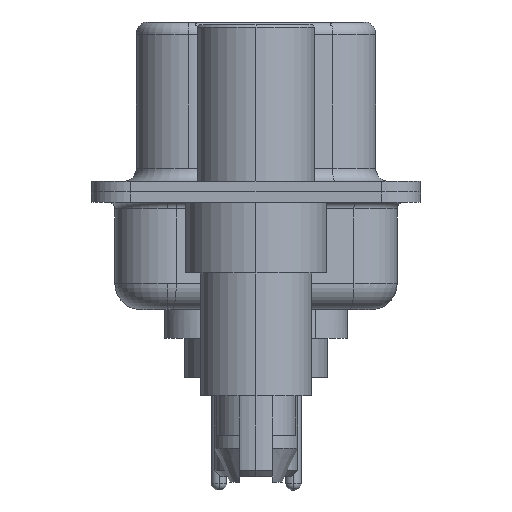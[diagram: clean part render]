
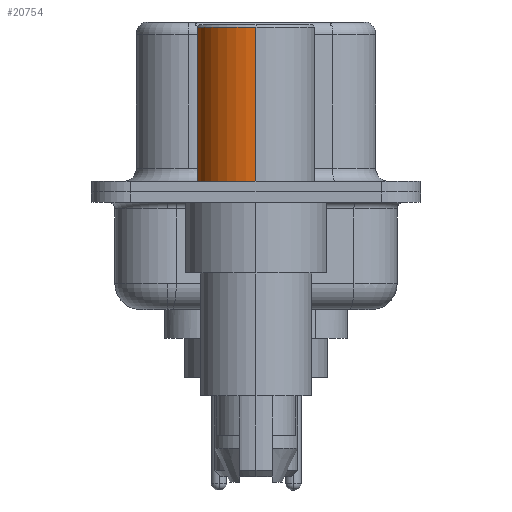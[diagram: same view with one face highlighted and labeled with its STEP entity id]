
A CAD part, left-side view. The second image highlights one B-rep face of the part: STEP entity #20754.
In plain terms, the highlighted cylindrical face has radius 2.25 mm (diameter 4.5 mm), a partial arc.
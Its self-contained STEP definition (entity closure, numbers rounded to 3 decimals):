
#1748 = EDGE_LOOP ( 'NONE', ( #3276, #7900, #8678, #15227 ) ) ;
#2577 = AXIS2_PLACEMENT_3D ( 'NONE', #12001, #19662, #23505 ) ;
#2698 = CIRCLE ( 'NONE', #11089, 2.25 ) ;
#3276 = ORIENTED_EDGE ( 'NONE', *, *, #13087, .T. ) ;
#3826 = CARTESIAN_POINT ( 'NONE',  ( 2.25, 0., 6.3 ) ) ;
#4511 = CARTESIAN_POINT ( 'NONE',  ( 2.25, 0., 0.4 ) ) ;
#4955 = VERTEX_POINT ( 'NONE', #7509 ) ;
#7509 = CARTESIAN_POINT ( 'NONE',  ( -2.25, 0., 6.3 ) ) ;
#7638 = DIRECTION ( 'NONE',  ( 0., 0., 1. ) ) ;
#7720 = CIRCLE ( 'NONE', #19354, 2.25 ) ;
#7795 = EDGE_CURVE ( 'NONE', #9830, #4955, #7720, .T. ) ;
#7900 = ORIENTED_EDGE ( 'NONE', *, *, #16312, .T. ) ;
#8678 = ORIENTED_EDGE ( 'NONE', *, *, #7795, .F. ) ;
#9237 = CARTESIAN_POINT ( 'NONE',  ( 2.25, 0., 0.581 ) ) ;
#9546 = LINE ( 'NONE', #15545, #24346 ) ;
#9684 = DIRECTION ( 'NONE',  ( 0., 0., 1. ) ) ;
#9830 = VERTEX_POINT ( 'NONE', #3826 ) ;
#10004 = CYLINDRICAL_SURFACE ( 'NONE', #2577, 2.25 ) ;
#10640 = DIRECTION ( 'NONE',  ( 1., 0., 0. ) ) ;
#10651 = FACE_OUTER_BOUND ( 'NONE', #1748, .T. ) ;
#10760 = DIRECTION ( 'NONE',  ( 0., 0., 1. ) ) ;
#10865 = CARTESIAN_POINT ( 'NONE',  ( 0., 0., 6.3 ) ) ;
#11089 = AXIS2_PLACEMENT_3D ( 'NONE', #19291, #7638, #21197 ) ;
#11696 = EDGE_CURVE ( 'NONE', #15060, #9830, #20943, .T. ) ;
#12001 = CARTESIAN_POINT ( 'NONE',  ( 0., 0., 0.581 ) ) ;
#13087 = EDGE_CURVE ( 'NONE', #15060, #15358, #2698, .T. ) ;
#15060 = VERTEX_POINT ( 'NONE', #4511 ) ;
#15227 = ORIENTED_EDGE ( 'NONE', *, *, #11696, .F. ) ;
#15358 = VERTEX_POINT ( 'NONE', #17119 ) ;
#15545 = CARTESIAN_POINT ( 'NONE',  ( -2.25, 0., 0.581 ) ) ;
#15804 = VECTOR ( 'NONE', #22758, 1000. ) ;
#16312 = EDGE_CURVE ( 'NONE', #15358, #4955, #9546, .T. ) ;
#17119 = CARTESIAN_POINT ( 'NONE',  ( -2.25, 0., 0.4 ) ) ;
#19291 = CARTESIAN_POINT ( 'NONE',  ( 0., 0., 0.4 ) ) ;
#19354 = AXIS2_PLACEMENT_3D ( 'NONE', #10865, #10760, #10640 ) ;
#19662 = DIRECTION ( 'NONE',  ( 0., 0., 1. ) ) ;
#20754 = ADVANCED_FACE ( 'NONE', ( #10651 ), #10004, .T. ) ;
#20943 = LINE ( 'NONE', #9237, #15804 ) ;
#21197 = DIRECTION ( 'NONE',  ( 1., 0., 0. ) ) ;
#22758 = DIRECTION ( 'NONE',  ( 0., 0., 1. ) ) ;
#23505 = DIRECTION ( 'NONE',  ( 1., 0., 0. ) ) ;
#24346 = VECTOR ( 'NONE', #9684, 1000. ) ;
